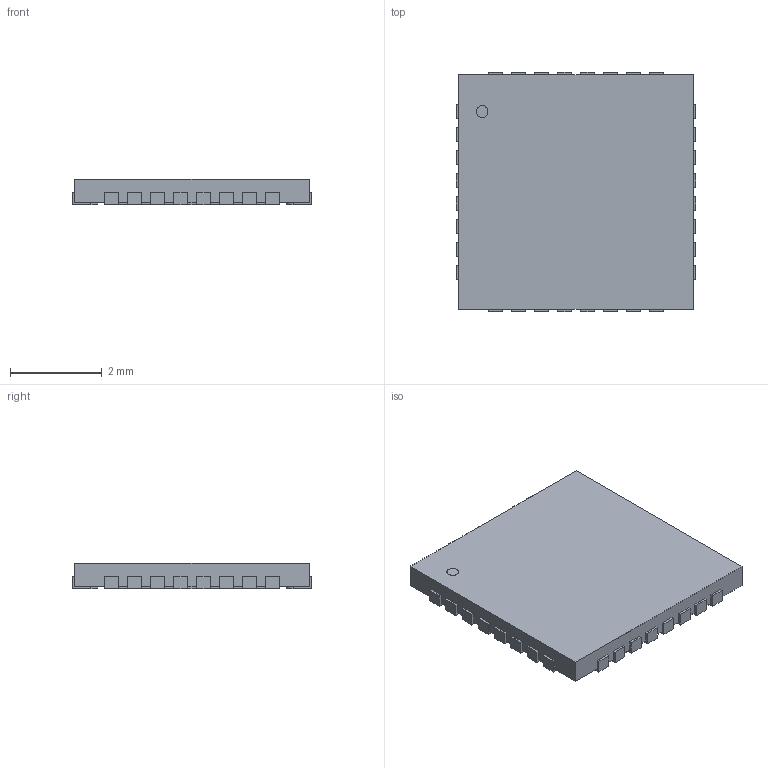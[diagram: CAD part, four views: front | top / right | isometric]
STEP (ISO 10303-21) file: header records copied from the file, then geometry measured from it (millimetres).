
FILE_DESCRIPTION(('STEP AP214'),'1');
FILE_NAME('UFQFPN32-5x5mm','2024-11-03T07:26:48',(''),(''),'','','');
FILE_SCHEMA(('AUTOMOTIVE_DESIGN'));
Length unit declared in the file: millimetre
Products named in the file (1): product
Bounding box: 5.21 x 5.21 x 0.56 mm (x, y, z)
Volume: 14.2 mm3; surface area: 105.2 mm2
Topology: 35 solids, 35 shells, 271 faces, 603 edges, 402 vertices
Faces by surface type: plane 238, cylinder 33
Full cylindrical faces by diameter (mm): 0.255 x1
Entity records: 7237 total; most frequent: DIRECTION 1214, ORIENTED_EDGE 1204, CARTESIAN_POINT 741, EDGE_CURVE 602, LINE 536, VECTOR 536, VERTEX_POINT 402, AXIS2_PLACEMENT_3D 339
